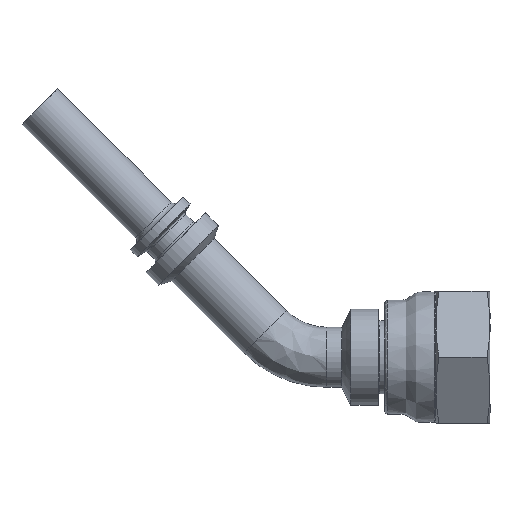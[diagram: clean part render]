
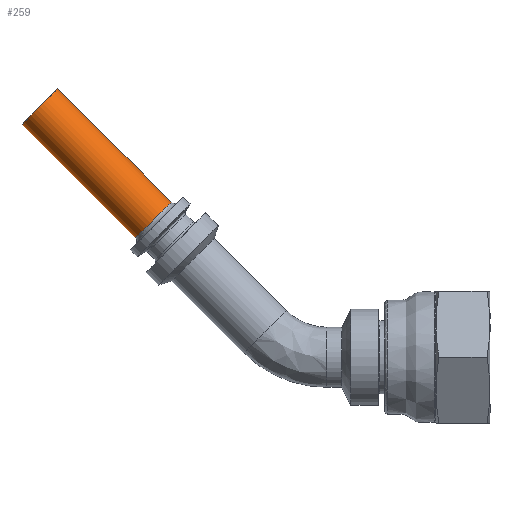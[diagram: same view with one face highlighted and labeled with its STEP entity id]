
A CAD part, front view. The second image highlights one B-rep face of the part: STEP entity #259.
In plain terms, the highlighted cylindrical face has radius 4.2 mm (diameter 8.4 mm), a partial arc.
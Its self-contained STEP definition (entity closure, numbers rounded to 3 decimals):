
#53 = EDGE_CURVE ( 'NONE', #12833, #12843, #11543, .T. ) ;
#54 = EDGE_CURVE ( 'NONE', #12868, #12827, #11538, .T. ) ;
#191 = EDGE_CURVE ( 'NONE', #12827, #12843, #2098, .T. ) ;
#259 = ADVANCED_FACE ( 'NONE', ( #6234 ), #6236, .T. ) ;
#377 = EDGE_CURVE ( 'NONE', #12868, #12833, #2030, .T. ) ;
#1838 = EDGE_LOOP ( 'NONE', ( #12098, #12097, #12096, #12095 ) ) ;
#1924 = VECTOR ( 'NONE', #11535, 1000. ) ;
#1930 = VECTOR ( 'NONE', #11539, 1000. ) ;
#2029 = AXIS2_PLACEMENT_3D ( 'NONE', #8745, #8746, #8747 ) ;
#2030 = CIRCLE ( 'NONE', #2029, 4.2 ) ;
#2056 = AXIS2_PLACEMENT_3D ( 'NONE', #6235, #6231, #6237 ) ;
#2096 = AXIS2_PLACEMENT_3D ( 'NONE', #2465, #2464, #2463 ) ;
#2098 = CIRCLE ( 'NONE', #2096, 4.2 ) ;
#2463 = DIRECTION ( 'NONE',  ( -0.707, 0., -0.707 ) ) ;
#2464 = DIRECTION ( 'NONE',  ( -0.707, 0., 0.707 ) ) ;
#2465 = CARTESIAN_POINT ( 'NONE',  ( -37.408, 0., 22.838 ) ) ;
#6231 = DIRECTION ( 'NONE',  ( 0.707, 0., -0.707 ) ) ;
#6234 = FACE_OUTER_BOUND ( 'NONE', #1838, .T. ) ;
#6235 = CARTESIAN_POINT ( 'NONE',  ( -41.933, 0., 27.363 ) ) ;
#6236 = CYLINDRICAL_SURFACE ( 'NONE', #2056, 4.2 ) ;
#6237 = DIRECTION ( 'NONE',  ( -0.707, 0., -0.707 ) ) ;
#8745 = CARTESIAN_POINT ( 'NONE',  ( -56.287, 0., 41.717 ) ) ;
#8746 = DIRECTION ( 'NONE',  ( -0.707, 0., 0.707 ) ) ;
#8747 = DIRECTION ( 'NONE',  ( 0.707, 0., 0.707 ) ) ;
#9276 = CARTESIAN_POINT ( 'NONE',  ( -40.377, 0., 19.868 ) ) ;
#9281 = CARTESIAN_POINT ( 'NONE',  ( -53.318, 0., 44.687 ) ) ;
#9289 = CARTESIAN_POINT ( 'NONE',  ( -34.438, 0., 25.807 ) ) ;
#9308 = CARTESIAN_POINT ( 'NONE',  ( -59.257, 0., 38.747 ) ) ;
#11535 = DIRECTION ( 'NONE',  ( 0.707, 0., -0.707 ) ) ;
#11536 = CARTESIAN_POINT ( 'NONE',  ( -44.903, 0., 24.393 ) ) ;
#11538 = LINE ( 'NONE', #11536, #1924 ) ;
#11539 = DIRECTION ( 'NONE',  ( 0.707, 0., -0.707 ) ) ;
#11543 = LINE ( 'NONE', #11549, #1930 ) ;
#11549 = CARTESIAN_POINT ( 'NONE',  ( -38.963, 0., 30.333 ) ) ;
#12095 = ORIENTED_EDGE ( 'NONE', *, *, #191, .T. ) ;
#12096 = ORIENTED_EDGE ( 'NONE', *, *, #54, .T. ) ;
#12097 = ORIENTED_EDGE ( 'NONE', *, *, #377, .F. ) ;
#12098 = ORIENTED_EDGE ( 'NONE', *, *, #53, .F. ) ;
#12827 = VERTEX_POINT ( 'NONE', #9276 ) ;
#12833 = VERTEX_POINT ( 'NONE', #9281 ) ;
#12843 = VERTEX_POINT ( 'NONE', #9289 ) ;
#12868 = VERTEX_POINT ( 'NONE', #9308 ) ;
